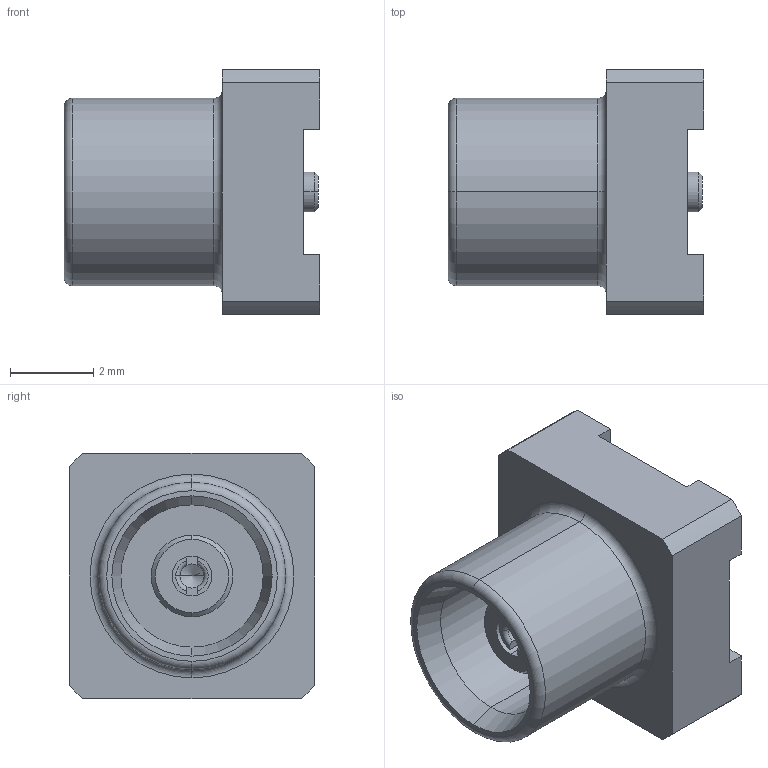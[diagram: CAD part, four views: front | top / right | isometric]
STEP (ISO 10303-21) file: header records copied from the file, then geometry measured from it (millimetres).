
FILE_DESCRIPTION (( 'STEP AP214' ), '1' );
FILE_NAME ('ÑÖÍÊ.434531.070ÑÁ_Ðîçåòêà+äëÿ ïîòðåáèòåëÿ.STEP', '2018-12-07T10:10:06', ( 'User' ), ( '' ), 'SwSTEP 2.0', 'SolidWorks 2016', '' );
FILE_SCHEMA (( 'AUTOMOTIVE_DESIGN' ));
Length unit declared in the file: millimetre
Products named in the file (1): ÑÖÍÊ.434531.070ÑÁ_Ðîçåòêà+äëÿ ïîòðåáèòåëÿ
Bounding box: 6.15 x 5.9 x 5.9 mm (x, y, z)
Volume: 99.8 mm3; surface area: 243.1 mm2
Topology: 1 solids, 1 shells, 74 faces, 184 edges, 116 vertices
Faces by surface type: plane 31, cylinder 24, cone 12, torus 7
Entity records: 3096 total; most frequent: CARTESIAN_POINT 433, DIRECTION 406, ORIENTED_EDGE 364, EDGE_CURVE 182, AXIS2_PLACEMENT_3D 153, VERTEX_POINT 116, LINE 100, VECTOR 100
